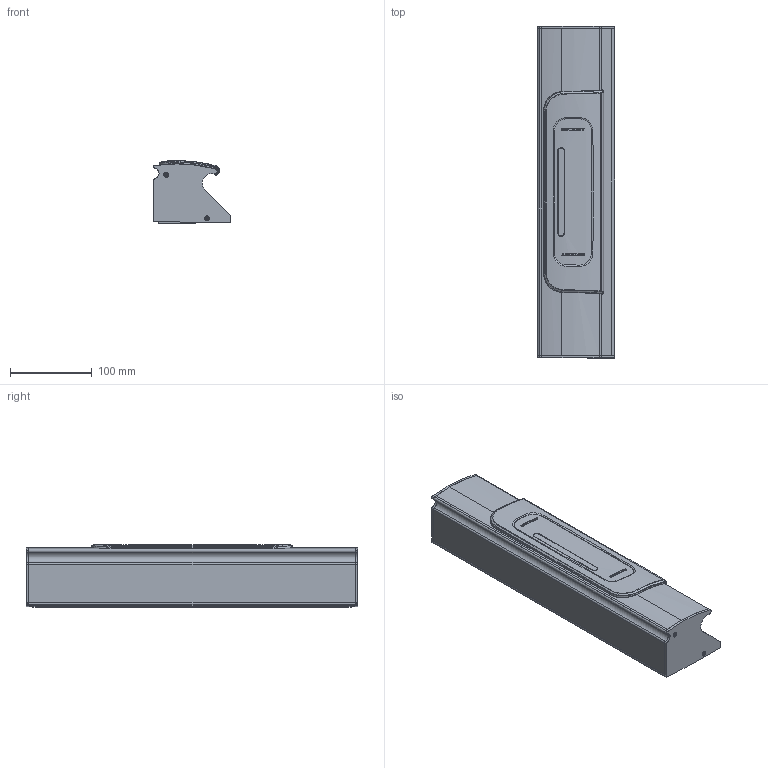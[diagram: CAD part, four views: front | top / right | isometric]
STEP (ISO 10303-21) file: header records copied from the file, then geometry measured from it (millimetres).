
FILE_DESCRIPTION (( 'STEP AP214' ), '1' );
FILE_NAME ('CPREG640AS_DWGALL.STEP', '2023-06-07T13:14:55', ( '' ), ( '' ), 'SwSTEP 2.0', 'SolidWorks 2020', '' );
FILE_SCHEMA (( 'AUTOMOTIVE_DESIGN' ));
Length unit declared in the file: millimetre
Products named in the file (3): CPREG6_40-EMLH_40; CPREG640AS_DWGALL; CPREG6_40-APH_40
Assembly tree (2 placements, depth 2):
  CPREG640AS_DWGALL
    CPREG6_40-APH_40
    CPREG6_40-EMLH_40
Bounding box: 94.4 x 406 x 76.7 mm (x, y, z)
Volume: 852757 mm3; surface area: 577079.5 mm2
Topology: 51 solids, 51 shells, 2794 faces, 7501 edges, 4829 vertices
Faces by surface type: plane 1112, cylinder 796, cone 646, bspline 178, torus 62
Entity records: 139786 total; most frequent: CARTESIAN_POINT 39487, ORIENTED_EDGE 14970, DIRECTION 13989, EDGE_CURVE 7485, AXIS2_PLACEMENT_3D 5225, VERTEX_POINT 4829, LINE 3539, VECTOR 3539
